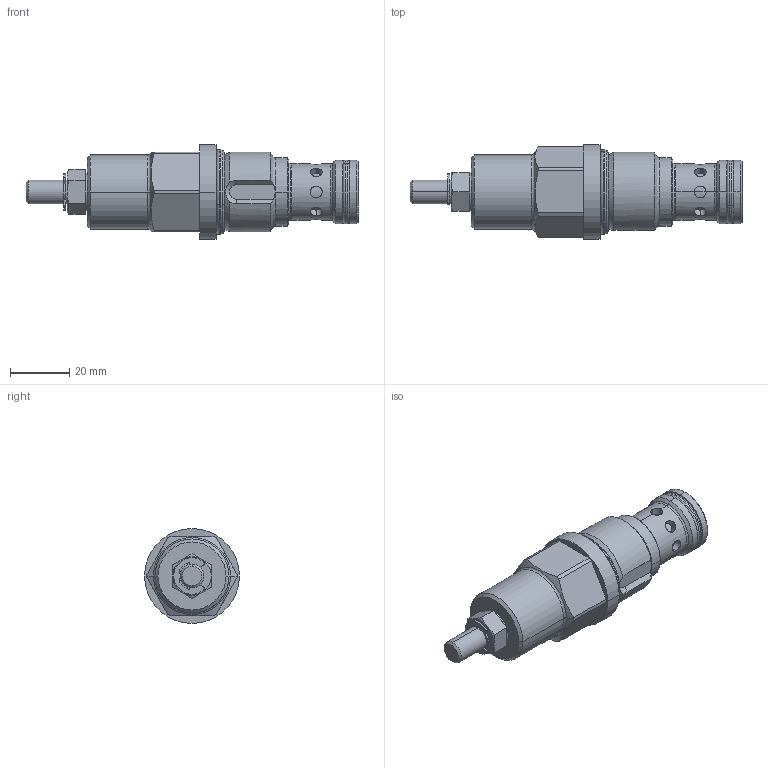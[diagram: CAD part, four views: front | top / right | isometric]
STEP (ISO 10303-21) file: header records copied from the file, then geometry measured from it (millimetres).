
FILE_DESCRIPTION (( 'STEP AP214' ), '1' );
FILE_NAME ('452.B3_Kunde.STEP', '2017-02-21T15:41:11', ( 'user' ), ( '' ), 'SwSTEP 2.0', 'SolidWorks 2016', '' );
FILE_SCHEMA (( 'AUTOMOTIVE_DESIGN' ));
Length unit declared in the file: millimetre
Products named in the file (1): 452.B3_Kunde
Bounding box: 112.12 x 32 x 32 mm (x, y, z)
Volume: 47076.9 mm3; surface area: 11161.9 mm2
Topology: 4 solids, 4 shells, 173 faces, 391 edges, 237 vertices
Faces by surface type: cylinder 76, plane 40, torus 30, cone 27
Entity records: 5867 total; most frequent: CARTESIAN_POINT 1890, DIRECTION 856, ORIENTED_EDGE 782, EDGE_CURVE 391, AXIS2_PLACEMENT_3D 357, VERTEX_POINT 237, EDGE_LOOP 188, CIRCLE 183
